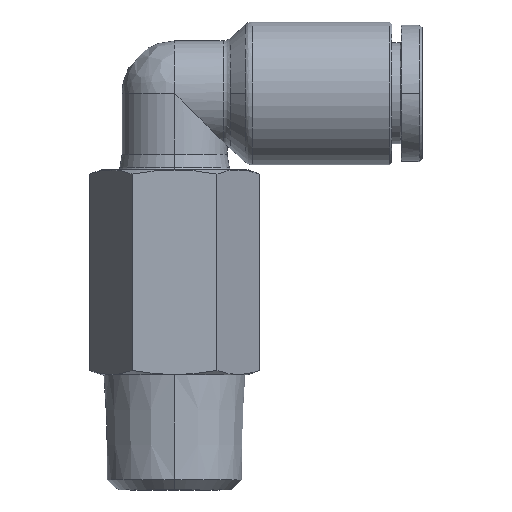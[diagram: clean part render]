
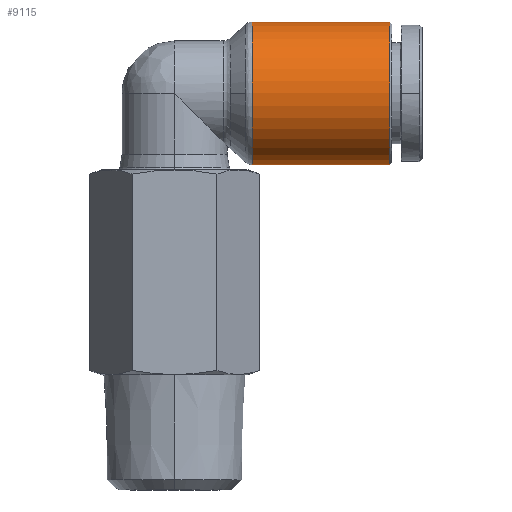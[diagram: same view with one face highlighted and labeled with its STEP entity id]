
A CAD part, front view. The second image highlights one B-rep face of the part: STEP entity #9115.
In plain terms, the highlighted cylindrical face has radius 6.8 mm (diameter 13.6 mm), a partial arc.
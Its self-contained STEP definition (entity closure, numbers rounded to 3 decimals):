
#164 = CARTESIAN_POINT ( 'NONE',  ( -0.089, 0., 6.8 ) ) ;
#266 = VERTEX_POINT ( 'NONE', #164 ) ;
#589 = CARTESIAN_POINT ( 'NONE',  ( 4.528, 0., 0. ) ) ;
#698 = CARTESIAN_POINT ( 'NONE',  ( 13.028, 0., 6.8 ) ) ;
#898 = EDGE_LOOP ( 'NONE', ( #10138, #2723, #15327, #12178 ) ) ;
#1077 = DIRECTION ( 'NONE',  ( 0., 0., -1. ) ) ;
#1770 = DIRECTION ( 'NONE',  ( 0., 0., -1. ) ) ;
#2055 = CARTESIAN_POINT ( 'NONE',  ( 4.528, 0., 6.8 ) ) ;
#2413 = AXIS2_PLACEMENT_3D ( 'NONE', #14916, #13677, #6527 ) ;
#2441 = FACE_OUTER_BOUND ( 'NONE', #898, .T. ) ;
#2723 = ORIENTED_EDGE ( 'NONE', *, *, #8107, .F. ) ;
#5627 = CIRCLE ( 'NONE', #13821, 6.8 ) ;
#6527 = DIRECTION ( 'NONE',  ( 0., 0., -1. ) ) ;
#6694 = VERTEX_POINT ( 'NONE', #11789 ) ;
#6783 = AXIS2_PLACEMENT_3D ( 'NONE', #589, #8854, #1770 ) ;
#7123 = DIRECTION ( 'NONE',  ( -1., 0., 0. ) ) ;
#8107 = EDGE_CURVE ( 'NONE', #13970, #266, #9902, .T. ) ;
#8597 = EDGE_CURVE ( 'NONE', #13970, #6694, #13626, .T. ) ;
#8854 = DIRECTION ( 'NONE',  ( 1., 0., 0. ) ) ;
#9115 = ADVANCED_FACE ( 'NONE', ( #2441 ), #9488, .T. ) ;
#9488 = CYLINDRICAL_SURFACE ( 'NONE', #6783, 6.8 ) ;
#9506 = CARTESIAN_POINT ( 'NONE',  ( 13.028, 0., 0. ) ) ;
#9902 = CIRCLE ( 'NONE', #2413, 6.8 ) ;
#10138 = ORIENTED_EDGE ( 'NONE', *, *, #12466, .F. ) ;
#10340 = DIRECTION ( 'NONE',  ( 1., 0., 0. ) ) ;
#10822 = VECTOR ( 'NONE', #10340, 1000. ) ;
#11252 = CARTESIAN_POINT ( 'NONE',  ( -0.089, 0., -6.8 ) ) ;
#11789 = CARTESIAN_POINT ( 'NONE',  ( 13.028, 0., -6.8 ) ) ;
#12178 = ORIENTED_EDGE ( 'NONE', *, *, #13075, .T. ) ;
#12466 = EDGE_CURVE ( 'NONE', #266, #15160, #14233, .T. ) ;
#13075 = EDGE_CURVE ( 'NONE', #6694, #15160, #5627, .T. ) ;
#13485 = VECTOR ( 'NONE', #14024, 1000. ) ;
#13626 = LINE ( 'NONE', #14987, #10822 ) ;
#13677 = DIRECTION ( 'NONE',  ( -1., 0., 0. ) ) ;
#13821 = AXIS2_PLACEMENT_3D ( 'NONE', #9506, #7123, #1077 ) ;
#13970 = VERTEX_POINT ( 'NONE', #11252 ) ;
#14024 = DIRECTION ( 'NONE',  ( 1., 0., 0. ) ) ;
#14233 = LINE ( 'NONE', #2055, #13485 ) ;
#14916 = CARTESIAN_POINT ( 'NONE',  ( -0.089, 0., 0. ) ) ;
#14987 = CARTESIAN_POINT ( 'NONE',  ( 4.528, 0., -6.8 ) ) ;
#15160 = VERTEX_POINT ( 'NONE', #698 ) ;
#15327 = ORIENTED_EDGE ( 'NONE', *, *, #8597, .T. ) ;
